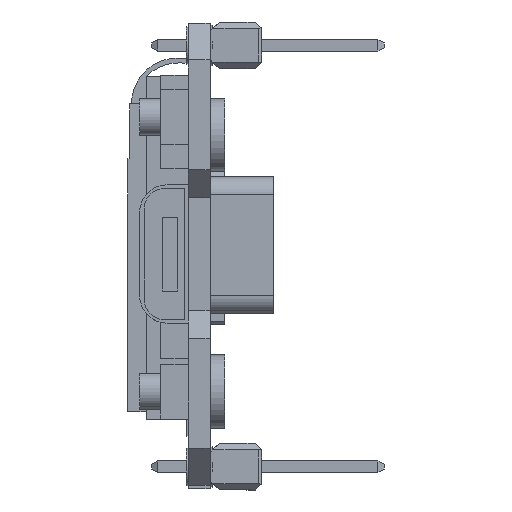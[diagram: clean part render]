
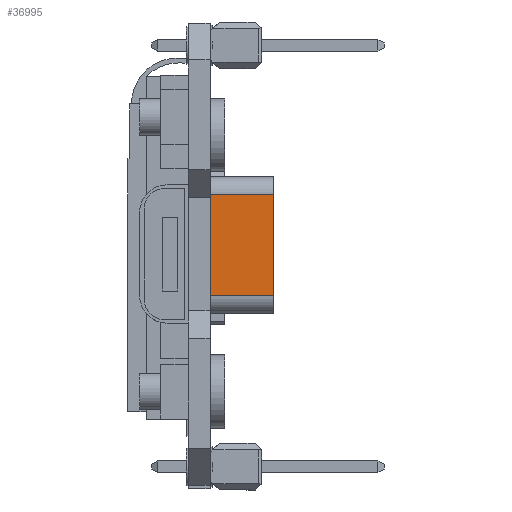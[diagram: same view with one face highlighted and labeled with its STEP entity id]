
A CAD part, left-side view. The second image highlights one B-rep face of the part: STEP entity #36995.
In plain terms, the highlighted planar face has unit normal (-1, 0, 0).
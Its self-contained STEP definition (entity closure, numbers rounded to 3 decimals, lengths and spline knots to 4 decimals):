
#4352=FACE_OUTER_BOUND('',#6683,.T.);
#6683=EDGE_LOOP('',(#33088,#33089,#33090,#33091));
#10036=LINE('',#59441,#14107);
#10715=LINE('',#61126,#14786);
#10742=LINE('',#61181,#14813);
#10743=LINE('',#61184,#14814);
#14107=VECTOR('',#48871,1000.);
#14786=VECTOR('',#50652,1000.);
#14813=VECTOR('',#50695,1000.);
#14814=VECTOR('',#50700,1000.);
#17571=VERTEX_POINT('',#59438);
#17572=VERTEX_POINT('',#59440);
#18027=VERTEX_POINT('',#61124);
#18047=VERTEX_POINT('',#61180);
#22299=EDGE_CURVE('',#17572,#17571,#10036,.T.);
#23040=EDGE_CURVE('',#18027,#17571,#10715,.T.);
#23067=EDGE_CURVE('',#18047,#17572,#10742,.T.);
#23069=EDGE_CURVE('',#18047,#18027,#10743,.T.);
#33088=ORIENTED_EDGE('',*,*,#22299,.T.);
#33089=ORIENTED_EDGE('',*,*,#23040,.F.);
#33090=ORIENTED_EDGE('',*,*,#23069,.F.);
#33091=ORIENTED_EDGE('',*,*,#23067,.T.);
#34928=PLANE('',#40520);
#36995=ADVANCED_FACE('',(#4352),#34928,.F.);
#40520=AXIS2_PLACEMENT_3D('',#61183,#50698,#50699);
#48871=DIRECTION('',(0.,0.,-1.));
#50652=DIRECTION('',(0.,1.,0.));
#50695=DIRECTION('',(0.,1.,0.));
#50698=DIRECTION('center_axis',(1.,0.,0.));
#50699=DIRECTION('ref_axis',(0.,0.,-1.));
#50700=DIRECTION('',(0.,0.,-1.));
#59438=CARTESIAN_POINT('',(3.667,0.,-14.861));
#59440=CARTESIAN_POINT('',(3.667,0.,-9.361));
#59441=CARTESIAN_POINT('',(3.667,0.,-9.361));
#61124=CARTESIAN_POINT('',(3.667,-3.45,-14.861));
#61126=CARTESIAN_POINT('',(3.667,-3.45,-14.861));
#61180=CARTESIAN_POINT('',(3.667,-3.45,-9.361));
#61181=CARTESIAN_POINT('',(3.667,-3.45,-9.361));
#61183=CARTESIAN_POINT('Origin',(3.667,-3.45,-9.361));
#61184=CARTESIAN_POINT('',(3.667,-3.45,-9.361));
